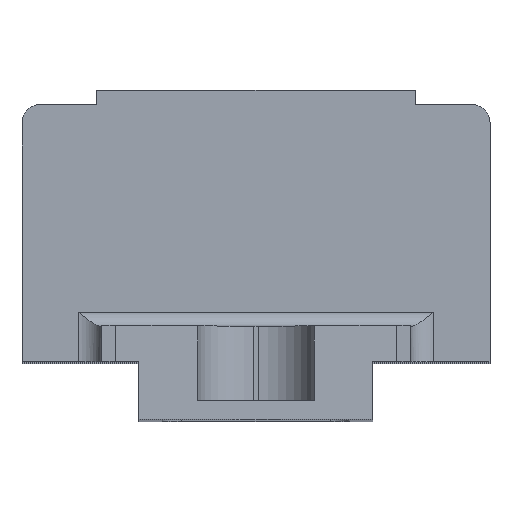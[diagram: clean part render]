
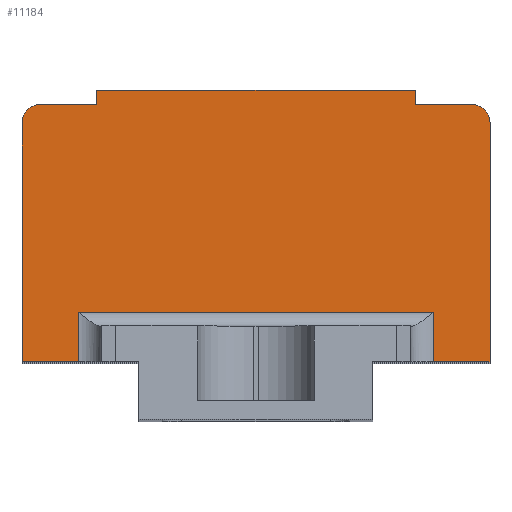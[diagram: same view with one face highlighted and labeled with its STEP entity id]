
A CAD part, top view. The second image highlights one B-rep face of the part: STEP entity #11184.
In plain terms, the highlighted planar face has unit normal (0, 0, 1).
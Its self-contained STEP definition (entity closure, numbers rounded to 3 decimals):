
#1782=DIRECTION('',(0.,1.,0.));
#1783=VECTOR('',#1782,5.3);
#1784=CARTESIAN_POINT('',(-19.,6.2,133.1));
#1785=LINE('',#1784,#1783);
#1800=DIRECTION('',(0.,-1.,0.));
#1801=VECTOR('',#1800,25.5);
#1802=CARTESIAN_POINT('',(25.,31.7,133.1));
#1803=LINE('',#1802,#1801);
#1804=DIRECTION('',(-1.,0.,0.));
#1805=VECTOR('',#1804,6.);
#1806=CARTESIAN_POINT('',(25.,6.2,133.1));
#1807=LINE('',#1806,#1805);
#1808=DIRECTION('',(-1.,0.,0.));
#1809=VECTOR('',#1808,6.);
#1810=CARTESIAN_POINT('',(-19.,6.2,133.1));
#1811=LINE('',#1810,#1809);
#1812=DIRECTION('',(0.,1.,0.));
#1813=VECTOR('',#1812,25.5);
#1814=CARTESIAN_POINT('',(-25.,6.2,133.1));
#1815=LINE('',#1814,#1813);
#1816=DIRECTION('',(1.,0.,0.));
#1817=VECTOR('',#1816,6.);
#1818=CARTESIAN_POINT('',(-23.,33.7,133.1));
#1819=LINE('',#1818,#1817);
#1820=DIRECTION('',(0.,1.,0.));
#1821=VECTOR('',#1820,1.5);
#1822=CARTESIAN_POINT('',(-17.,33.7,133.1));
#1823=LINE('',#1822,#1821);
#1824=DIRECTION('',(1.,0.,0.));
#1825=VECTOR('',#1824,34.);
#1826=CARTESIAN_POINT('',(-17.,35.2,133.1));
#1827=LINE('',#1826,#1825);
#1828=DIRECTION('',(0.,-1.,0.));
#1829=VECTOR('',#1828,1.5);
#1830=CARTESIAN_POINT('',(17.,35.2,133.1));
#1831=LINE('',#1830,#1829);
#1832=DIRECTION('',(1.,0.,0.));
#1833=VECTOR('',#1832,6.);
#1834=CARTESIAN_POINT('',(17.,33.7,133.1));
#1835=LINE('',#1834,#1833);
#1840=CARTESIAN_POINT('',(23.,31.7,133.1));
#1841=DIRECTION('',(0.,0.,1.));
#1842=DIRECTION('',(1.,0.,0.));
#1843=AXIS2_PLACEMENT_3D('',#1840,#1841,#1842);
#4130=DIRECTION('',(0.,1.,0.));
#4131=VECTOR('',#4130,5.3);
#4132=CARTESIAN_POINT('',(19.,6.2,133.1));
#4133=LINE('',#4132,#4131);
#4169=DIRECTION('',(1.,0.,0.));
#4170=VECTOR('',#4169,38.);
#4171=CARTESIAN_POINT('',(-19.,11.5,133.1));
#4172=LINE('',#4171,#4170);
#4210=CARTESIAN_POINT('',(-23.,31.7,133.1));
#4211=DIRECTION('',(0.,0.,1.));
#4212=DIRECTION('',(0.,1.,0.));
#4213=AXIS2_PLACEMENT_3D('',#4210,#4211,#4212);
#7573=CARTESIAN_POINT('',(-17.,35.2,133.1));
#7574=CARTESIAN_POINT('',(17.,35.2,133.1));
#7575=VERTEX_POINT('',#7573);
#7576=VERTEX_POINT('',#7574);
#7581=CARTESIAN_POINT('',(25.,6.2,133.1));
#7583=VERTEX_POINT('',#7581);
#7585=CARTESIAN_POINT('',(-25.,6.2,133.1));
#7587=VERTEX_POINT('',#7585);
#7737=CARTESIAN_POINT('',(19.,6.2,133.1));
#7738=VERTEX_POINT('',#7737);
#7743=CARTESIAN_POINT('',(-19.,6.2,133.1));
#7744=VERTEX_POINT('',#7743);
#7749=CARTESIAN_POINT('',(-19.,11.5,133.1));
#7750=CARTESIAN_POINT('',(19.,11.5,133.1));
#7751=VERTEX_POINT('',#7749);
#7752=VERTEX_POINT('',#7750);
#7837=CARTESIAN_POINT('',(-17.,33.7,133.1));
#7838=VERTEX_POINT('',#7837);
#7839=CARTESIAN_POINT('',(17.,33.7,133.1));
#7840=VERTEX_POINT('',#7839);
#7846=CARTESIAN_POINT('',(25.,31.7,133.1));
#7848=VERTEX_POINT('',#7846);
#7849=CARTESIAN_POINT('',(23.,33.7,133.1));
#7850=VERTEX_POINT('',#7849);
#7854=CARTESIAN_POINT('',(-23.,33.7,133.1));
#7856=VERTEX_POINT('',#7854);
#7857=CARTESIAN_POINT('',(-25.,31.7,133.1));
#7858=VERTEX_POINT('',#7857);
#11151=CARTESIAN_POINT('',(0.,0.,133.1));
#11152=DIRECTION('',(0.,0.,-1.));
#11153=DIRECTION('',(-1.,0.,0.));
#11154=AXIS2_PLACEMENT_3D('',#11151,#11152,#11153);
#11155=PLANE('',#11154);
#11157=ORIENTED_EDGE('',*,*,#11156,.F.);
#11159=ORIENTED_EDGE('',*,*,#11158,.T.);
#11161=ORIENTED_EDGE('',*,*,#11160,.T.);
#11163=ORIENTED_EDGE('',*,*,#11162,.T.);
#11165=ORIENTED_EDGE('',*,*,#11164,.F.);
#11166=ORIENTED_EDGE('',*,*,#11141,.F.);
#11167=ORIENTED_EDGE('',*,*,#11041,.T.);
#11169=ORIENTED_EDGE('',*,*,#11168,.T.);
#11171=ORIENTED_EDGE('',*,*,#11170,.F.);
#11173=ORIENTED_EDGE('',*,*,#11172,.T.);
#11175=ORIENTED_EDGE('',*,*,#11174,.T.);
#11177=ORIENTED_EDGE('',*,*,#11176,.T.);
#11179=ORIENTED_EDGE('',*,*,#11178,.T.);
#11181=ORIENTED_EDGE('',*,*,#11180,.T.);
#11182=EDGE_LOOP('',(#11157,#11159,#11161,#11163,#11165,#11166,#11167,#11169,
#11171,#11173,#11175,#11177,#11179,#11181));
#11183=FACE_OUTER_BOUND('',#11182,.F.);
#11184=ADVANCED_FACE('',(#11183),#11155,.F.);
#1844=CIRCLE('',#1843,2.);
#4214=CIRCLE('',#4213,2.);
#11041=EDGE_CURVE('',#7744,#7587,#1811,.T.);
#11141=EDGE_CURVE('',#7744,#7751,#1785,.T.);
#11156=EDGE_CURVE('',#7848,#7850,#1844,.T.);
#11158=EDGE_CURVE('',#7848,#7583,#1803,.T.);
#11160=EDGE_CURVE('',#7583,#7738,#1807,.T.);
#11162=EDGE_CURVE('',#7738,#7752,#4133,.T.);
#11164=EDGE_CURVE('',#7751,#7752,#4172,.T.);
#11168=EDGE_CURVE('',#7587,#7858,#1815,.T.);
#11170=EDGE_CURVE('',#7856,#7858,#4214,.T.);
#11172=EDGE_CURVE('',#7856,#7838,#1819,.T.);
#11174=EDGE_CURVE('',#7838,#7575,#1823,.T.);
#11176=EDGE_CURVE('',#7575,#7576,#1827,.T.);
#11178=EDGE_CURVE('',#7576,#7840,#1831,.T.);
#11180=EDGE_CURVE('',#7840,#7850,#1835,.T.);
